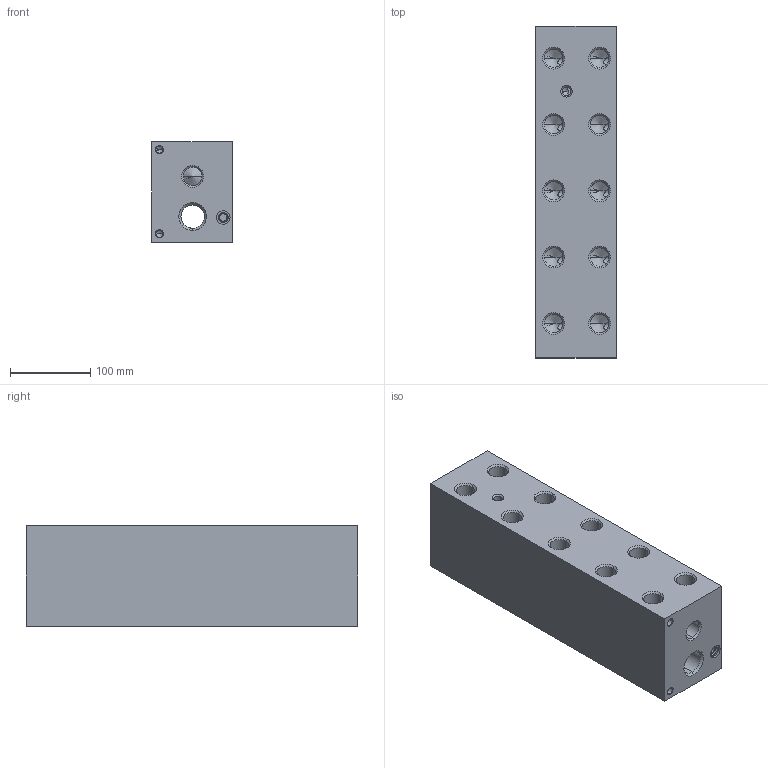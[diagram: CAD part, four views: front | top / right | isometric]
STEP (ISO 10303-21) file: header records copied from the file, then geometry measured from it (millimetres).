
FILE_DESCRIPTION((''),'2;1');
FILE_NAME('VMG_ASM','2021-03-09T',('ProEService'),(''),'PRO/ENGINEER BY PARAMETRIC TECHNOLOGY CORPORATION, 2014200','PRO/ENGINEER BY PARAMETRIC TECHNOLOGY CORPORATION, 2014200','');
FILE_SCHEMA(('CONFIG_CONTROL_DESIGN'));
Length unit declared in the file: inch
Products named in the file (3): 153-226-001; A330-006-004; VMG_ASM
Assembly tree (2 placements, depth 2):
  VMG_ASM
    153-226-001
    A330-006-004
Bounding box: 100.03 x 413.28 x 125.43 mm (x, y, z)
Volume: 4302587.1 mm3; surface area: 377658 mm2
Topology: 2 solids, 2 shells, 439 faces, 1695 edges, 1462 vertices
Faces by surface type: cone 231, cylinder 179, plane 25, torus 4
Entity records: 19349 total; most frequent: CARTESIAN_POINT 5932, DIRECTION 2856, ORIENTED_EDGE 2386, EDGE_CURVE 1193, AXIS2_PLACEMENT_3D 987, VECTOR 882, LINE 882, VERTEX_POINT 785
